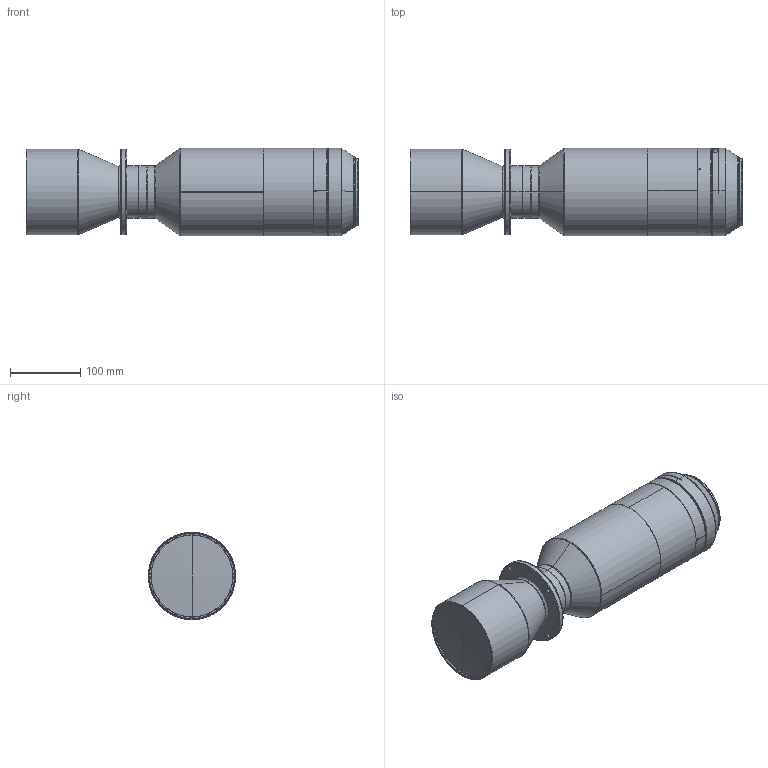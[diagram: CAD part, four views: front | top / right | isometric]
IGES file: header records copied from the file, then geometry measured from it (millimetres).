
Start section: SolidWorks IGES file using analytic representation for surfaces
Global section: file name: DTCA23K-93.7-M95-AL.IGS; native system: SolidWorks 2017; preprocessor: SolidWorks 2017; author: luo-PC; date: 220929.160239; units: millimetre
Bounding box: 472.11 x 124 x 124 mm (x, y, z)
Surface area: 211563.8 mm2 (no closed solid volume)
Topology: 0 solids, 0 shells, 145 faces, 2982 edges, 2978 vertices
Faces by surface type: revolution 106, bspline 39
